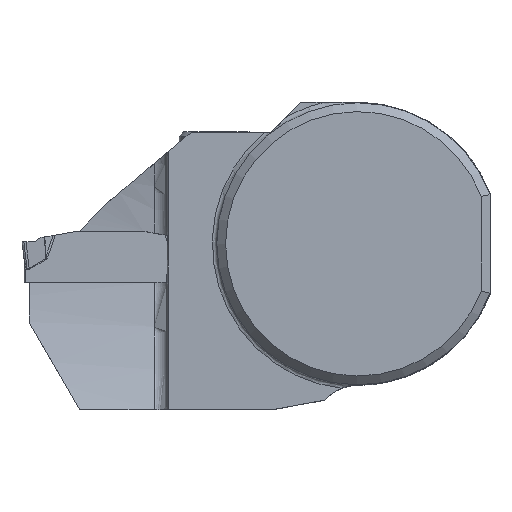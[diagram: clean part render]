
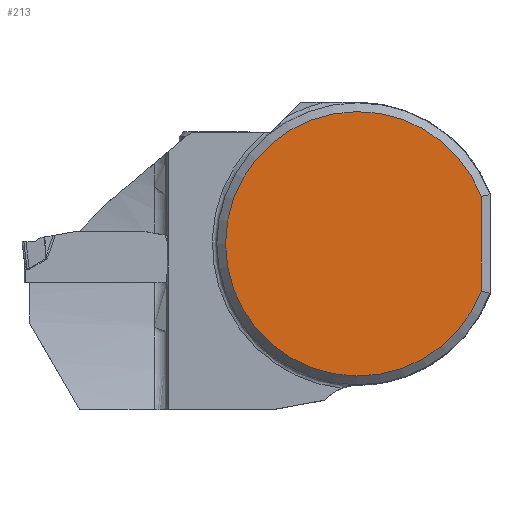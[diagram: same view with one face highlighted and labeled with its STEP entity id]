
A CAD part, top view. The second image highlights one B-rep face of the part: STEP entity #213.
In plain terms, the highlighted planar face has unit normal (0, 0, 1).
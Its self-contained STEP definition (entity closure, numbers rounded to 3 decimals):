
#162=PLANE('',#2183);
#213=ADVANCED_FACE('',(#363),#162,.F.);
#363=FACE_OUTER_BOUND('',#481,.T.);
#481=EDGE_LOOP('',(#957,#958));
#717=LINE('',#2891,#833);
#833=VECTOR('',#2389,1.);
#957=ORIENTED_EDGE('',*,*,#1764,.F.);
#958=ORIENTED_EDGE('',*,*,#1765,.T.);
#1571=VERTEX_POINT('',#2892);
#1572=VERTEX_POINT('',#2893);
#1764=EDGE_CURVE('',#1571,#1572,#717,.T.);
#1765=EDGE_CURVE('',#1571,#1572,#2061,.T.);
#2061=CIRCLE('',#2182,15.);
#2182=AXIS2_PLACEMENT_3D('',#2894,#2390,#2391);
#2183=AXIS2_PLACEMENT_3D('',#2895,#2392,#2393);
#2389=DIRECTION('',(0.,-1.,0.));
#2390=DIRECTION('',(0.,0.,1.));
#2391=DIRECTION('',(-1.,0.,0.));
#2392=DIRECTION('',(0.,0.,-1.));
#2393=DIRECTION('',(-1.,0.,0.));
#2891=CARTESIAN_POINT('',(14.,0.,0.325));
#2892=CARTESIAN_POINT('',(14.,5.385,0.325));
#2893=CARTESIAN_POINT('',(14.,-5.385,0.325));
#2894=CARTESIAN_POINT('',(0.,0.,0.325));
#2895=CARTESIAN_POINT('',(0.,0.,0.325));
